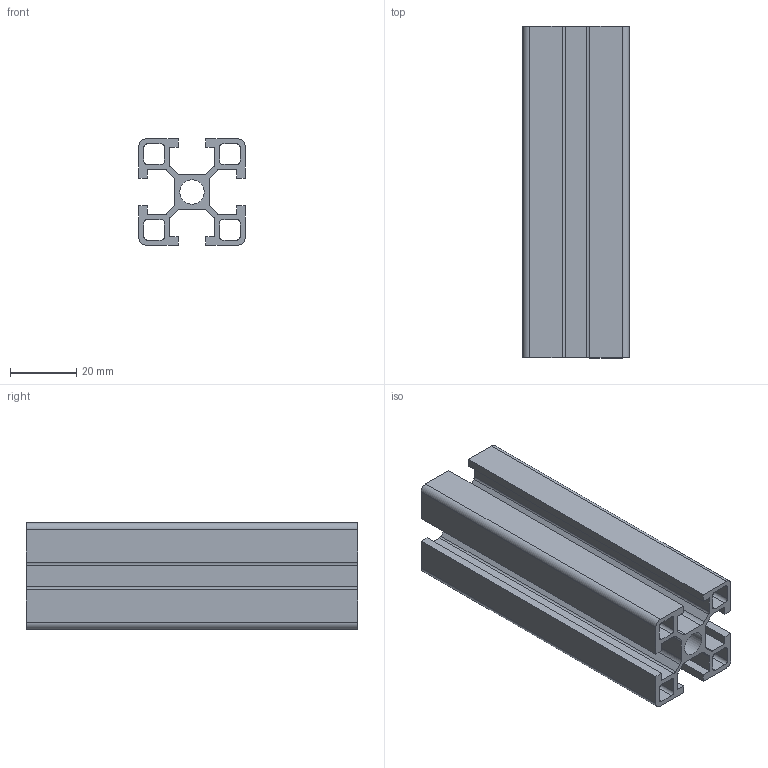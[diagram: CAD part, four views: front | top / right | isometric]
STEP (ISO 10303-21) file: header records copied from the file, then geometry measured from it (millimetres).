
FILE_DESCRIPTION(/* description */ ('STEP AP214'),/* implementation_level */ '2;1');
FILE_NAME(/* name */ '103234.stp',/* time_stamp */ '2020-01-06T14:31:21+01:00',/* author */ ('admin'),/* organization */ ('Alutec K&K'),/* preprocessor_version */ 'ST-DEVELOPER v17',/* originating_system */ 'Autodesk Inventor 2018',/* authorisation */ '');
FILE_SCHEMA (('AUTOMOTIVE_DESIGN { 1 0 10303 214 3 1 1 }'));
Length unit declared in the file: millimetre
Products named in the file (1): 103234
Bounding box: 32 x 100 x 32 mm (x, y, z)
Volume: 32139.7 mm3; surface area: 36172.5 mm2
Topology: 1 solids, 1 shells, 99 faces, 293 edges, 196 vertices
Faces by surface type: plane 62, cylinder 37
Full cylindrical faces by diameter (mm): 7.3 x1
Entity records: 3378 total; most frequent: CARTESIAN_POINT 589, ORIENTED_EDGE 586, DIRECTION 569, EDGE_CURVE 293, LINE 217, VECTOR 217, VERTEX_POINT 196, AXIS2_PLACEMENT_3D 176
